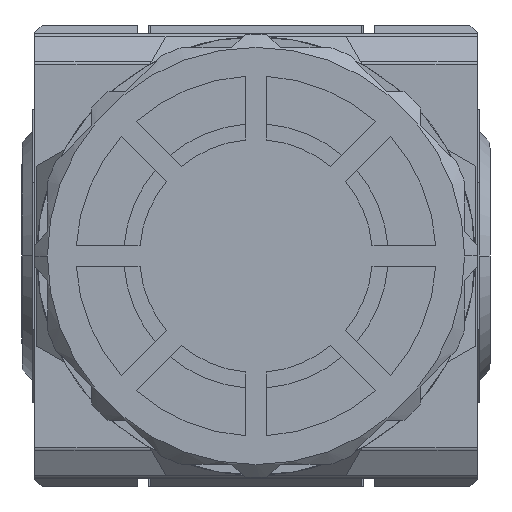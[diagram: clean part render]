
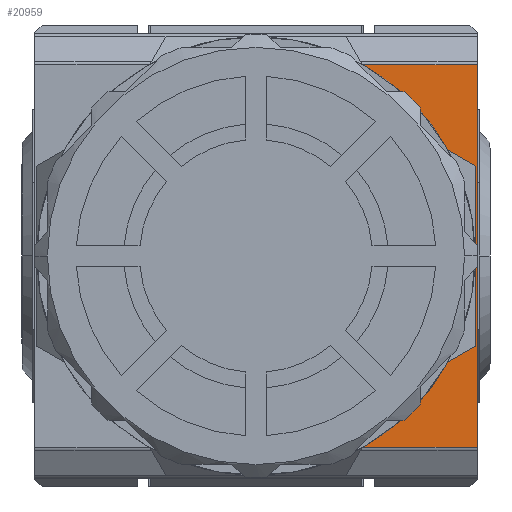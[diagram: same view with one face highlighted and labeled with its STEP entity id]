
A CAD part, front view. The second image highlights one B-rep face of the part: STEP entity #20959.
In plain terms, the highlighted planar face has unit normal (0, -1, 0).
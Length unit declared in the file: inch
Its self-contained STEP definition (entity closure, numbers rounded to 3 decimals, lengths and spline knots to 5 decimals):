
#106 = EDGE_CURVE ( 'NONE', #12839, #12882, #10078, .T. ) ;
#437 = LINE ( 'NONE', #9517, #29919 ) ;
#516 = EDGE_CURVE ( 'NONE', #16682, #41875, #526, .T. ) ;
#526 = LINE ( 'NONE', #26101, #1561 ) ;
#1561 = VECTOR ( 'NONE', #9416, 39.37008 ) ;
#1647 = AXIS2_PLACEMENT_3D ( 'NONE', #12776, #25659, #15956 ) ;
#2301 = CARTESIAN_POINT ( 'NONE',  ( 0.81496, -1.00787, 0.33465 ) ) ;
#2306 = CARTESIAN_POINT ( 'NONE',  ( 0.39971, -1.00787, 0.71021 ) ) ;
#5452 = ORIENTED_EDGE ( 'NONE', *, *, #28701, .F. ) ;
#7592 = VECTOR ( 'NONE', #19294, 39.37008 ) ;
#7599 = VERTEX_POINT ( 'NONE', #10378 ) ;
#8041 = CARTESIAN_POINT ( 'NONE',  ( 0.39971, -1.00787, -0.71021 ) ) ;
#9416 = DIRECTION ( 'NONE',  ( 1., 0., 0. ) ) ;
#9517 = CARTESIAN_POINT ( 'NONE',  ( 0.82283, -1.00787, 0.71021 ) ) ;
#9873 = VERTEX_POINT ( 'NONE', #2301 ) ;
#10078 = LINE ( 'NONE', #32928, #27251 ) ;
#10378 = CARTESIAN_POINT ( 'NONE',  ( 0.81496, -1.00787, -0.33465 ) ) ;
#10588 = CARTESIAN_POINT ( 'NONE',  ( 0.82283, -1.00787, -0.71021 ) ) ;
#11153 = ORIENTED_EDGE ( 'NONE', *, *, #516, .F. ) ;
#12458 = CARTESIAN_POINT ( 'NONE',  ( 0., -1.00787, 0. ) ) ;
#12565 = LINE ( 'NONE', #23093, #20656 ) ;
#12776 = CARTESIAN_POINT ( 'NONE',  ( 0., -1.00787, 0. ) ) ;
#12827 = DIRECTION ( 'NONE',  ( -1., 0., 0. ) ) ;
#12839 = VERTEX_POINT ( 'NONE', #10588 ) ;
#12882 = VERTEX_POINT ( 'NONE', #8041 ) ;
#13246 = DIRECTION ( 'NONE',  ( -0.866, 0., 0.5 ) ) ;
#14714 = EDGE_CURVE ( 'NONE', #7599, #9873, #38556, .T. ) ;
#15067 = ORIENTED_EDGE ( 'NONE', *, *, #36514, .F. ) ;
#15216 = DIRECTION ( 'NONE',  ( 0., -1., 0. ) ) ;
#15956 = DIRECTION ( 'NONE',  ( 0., 0., 1. ) ) ;
#16682 = VERTEX_POINT ( 'NONE', #2306 ) ;
#16704 = ORIENTED_EDGE ( 'NONE', *, *, #106, .F. ) ;
#18073 = PLANE ( 'NONE',  #34972 ) ;
#18275 = CARTESIAN_POINT ( 'NONE',  ( 0.71397, -1.00787, -0.39296 ) ) ;
#18316 = AXIS2_PLACEMENT_3D ( 'NONE', #12458, #15216, #19203 ) ;
#19203 = DIRECTION ( 'NONE',  ( 0., 0., 1. ) ) ;
#19294 = DIRECTION ( 'NONE',  ( 0., 0., 1. ) ) ;
#19674 = CIRCLE ( 'NONE', #18316, 0.81496 ) ;
#20656 = VECTOR ( 'NONE', #29041, 39.37008 ) ;
#20959 = ADVANCED_FACE ( 'NONE', ( #27593 ), #18073, .F. ) ;
#21013 = CARTESIAN_POINT ( 'NONE',  ( 0.71397, -1.00787, 0.39296 ) ) ;
#21635 = DIRECTION ( 'NONE',  ( 0., 0., 1. ) ) ;
#22231 = EDGE_CURVE ( 'NONE', #38656, #16682, #31348, .T. ) ;
#22266 = CARTESIAN_POINT ( 'NONE',  ( 0.81496, -1.00787, 0.71021 ) ) ;
#23040 = ORIENTED_EDGE ( 'NONE', *, *, #25691, .F. ) ;
#23093 = CARTESIAN_POINT ( 'NONE',  ( 0.71397, -1.00787, -0.39296 ) ) ;
#23765 = VERTEX_POINT ( 'NONE', #18275 ) ;
#25391 = DIRECTION ( 'NONE',  ( 0., 0., -1. ) ) ;
#25659 = DIRECTION ( 'NONE',  ( 0., -1., 0. ) ) ;
#25691 = EDGE_CURVE ( 'NONE', #23765, #7599, #12565, .T. ) ;
#26101 = CARTESIAN_POINT ( 'NONE',  ( 0.82283, -1.00787, 0.71021 ) ) ;
#27251 = VECTOR ( 'NONE', #12827, 39.37008 ) ;
#27593 = FACE_OUTER_BOUND ( 'NONE', #40741, .T. ) ;
#27790 = CARTESIAN_POINT ( 'NONE',  ( 0.82283, -1.00787, 0.71021 ) ) ;
#27818 = VECTOR ( 'NONE', #13246, 39.37008 ) ;
#28219 = EDGE_CURVE ( 'NONE', #12882, #23765, #19674, .T. ) ;
#28701 = EDGE_CURVE ( 'NONE', #9873, #38656, #32920, .T. ) ;
#28906 = CARTESIAN_POINT ( 'NONE',  ( 0.81496, -1.00787, 0.33465 ) ) ;
#29041 = DIRECTION ( 'NONE',  ( 0.866, 0., 0.5 ) ) ;
#29919 = VECTOR ( 'NONE', #25391, 39.37008 ) ;
#31172 = DIRECTION ( 'NONE',  ( 0., 1., 0. ) ) ;
#31348 = CIRCLE ( 'NONE', #1647, 0.81496 ) ;
#32920 = LINE ( 'NONE', #28906, #27818 ) ;
#32928 = CARTESIAN_POINT ( 'NONE',  ( 0.82283, -1.00787, -0.71021 ) ) ;
#34972 = AXIS2_PLACEMENT_3D ( 'NONE', #27790, #31172, #21635 ) ;
#36329 = ORIENTED_EDGE ( 'NONE', *, *, #22231, .F. ) ;
#36514 = EDGE_CURVE ( 'NONE', #41875, #12839, #437, .T. ) ;
#38221 = ORIENTED_EDGE ( 'NONE', *, *, #28219, .F. ) ;
#38556 = LINE ( 'NONE', #22266, #7592 ) ;
#38656 = VERTEX_POINT ( 'NONE', #21013 ) ;
#39251 = CARTESIAN_POINT ( 'NONE',  ( 0.82283, -1.00787, 0.71021 ) ) ;
#40741 = EDGE_LOOP ( 'NONE', ( #16704, #15067, #11153, #36329, #5452, #40988, #23040, #38221 ) ) ;
#40988 = ORIENTED_EDGE ( 'NONE', *, *, #14714, .F. ) ;
#41875 = VERTEX_POINT ( 'NONE', #39251 ) ;
